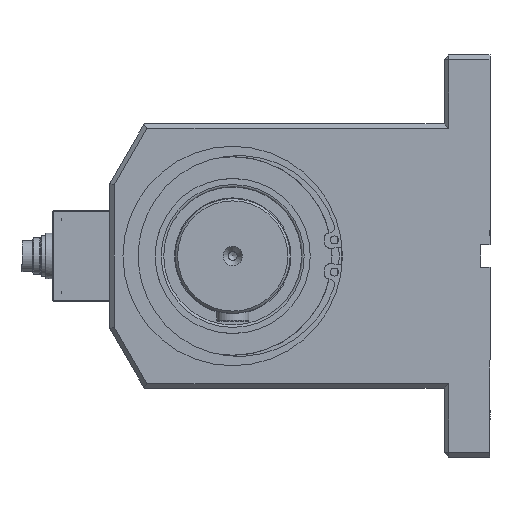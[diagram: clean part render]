
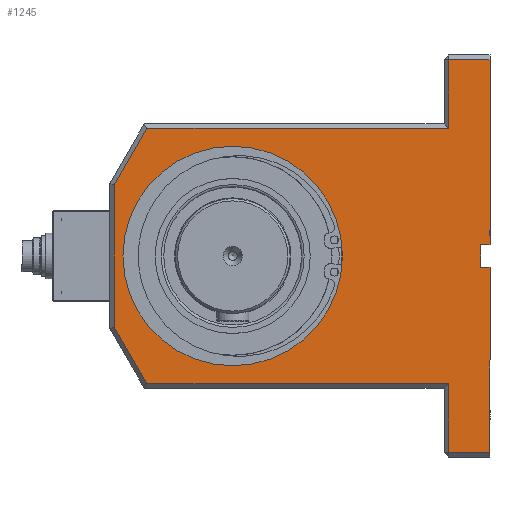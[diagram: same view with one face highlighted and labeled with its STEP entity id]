
A CAD part, left-side view. The second image highlights one B-rep face of the part: STEP entity #1245.
In plain terms, the highlighted face is planar.
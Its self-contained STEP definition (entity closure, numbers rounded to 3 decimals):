
#1245 = ADVANCED_FACE( '', ( #2534, #2535 ), #2536, .T. );
#2534 = FACE_OUTER_BOUND( '', #4277, .T. );
#2535 = FACE_BOUND( '', #4278, .T. );
#2536 = PLANE( '', #4279 );
#4277 = EDGE_LOOP( '', ( #6313, #6314, #6315, #6316, #6317, #6318, #6319, #6320, #6321, #6322, #6323, #6324, #6325, #6326 ) );
#4278 = EDGE_LOOP( '', ( #6327 ) );
#4279 = AXIS2_PLACEMENT_3D( '', #6328, #6329, #6330 );
#6313 = ORIENTED_EDGE( '', *, *, #9139, .F. );
#6314 = ORIENTED_EDGE( '', *, *, #9310, .T. );
#6315 = ORIENTED_EDGE( '', *, *, #9047, .T. );
#6316 = ORIENTED_EDGE( '', *, *, #9311, .T. );
#6317 = ORIENTED_EDGE( '', *, *, #9312, .T. );
#6318 = ORIENTED_EDGE( '', *, *, #9058, .T. );
#6319 = ORIENTED_EDGE( '', *, *, #9313, .T. );
#6320 = ORIENTED_EDGE( '', *, *, #9314, .T. );
#6321 = ORIENTED_EDGE( '', *, *, #9315, .T. );
#6322 = ORIENTED_EDGE( '', *, *, #8980, .T. );
#6323 = ORIENTED_EDGE( '', *, *, #9024, .F. );
#6324 = ORIENTED_EDGE( '', *, *, #9119, .F. );
#6325 = ORIENTED_EDGE( '', *, *, #9007, .F. );
#6326 = ORIENTED_EDGE( '', *, *, #9316, .F. );
#6327 = ORIENTED_EDGE( '', *, *, #9317, .T. );
#6328 = CARTESIAN_POINT( '', ( 135.823, 0., 201.584 ) );
#6329 = DIRECTION( '', ( 0., -1., 0. ) );
#6330 = DIRECTION( '', ( 0., 0., -1. ) );
#8980 = EDGE_CURVE( '', #10209, #10206, #10210, .T. );
#9007 = EDGE_CURVE( '', #10252, #10253, #10254, .T. );
#9024 = EDGE_CURVE( '', #10283, #10206, #10285, .T. );
#9047 = EDGE_CURVE( '', #10317, #10321, #10323, .T. );
#9058 = EDGE_CURVE( '', #10335, #10340, #10342, .T. );
#9119 = EDGE_CURVE( '', #10253, #10283, #10443, .T. );
#9139 = EDGE_CURVE( '', #10476, #10478, #10479, .T. );
#9310 = EDGE_CURVE( '', #10476, #10317, #10760, .T. );
#9311 = EDGE_CURVE( '', #10321, #10761, #10762, .T. );
#9312 = EDGE_CURVE( '', #10761, #10335, #10763, .T. );
#9313 = EDGE_CURVE( '', #10340, #10764, #10765, .T. );
#9314 = EDGE_CURVE( '', #10764, #10766, #10767, .T. );
#9315 = EDGE_CURVE( '', #10766, #10209, #10768, .T. );
#9316 = EDGE_CURVE( '', #10478, #10252, #10769, .T. );
#9317 = EDGE_CURVE( '', #10770, #10770, #10771, .T. );
#10206 = VERTEX_POINT( '', #11966 );
#10209 = VERTEX_POINT( '', #11970 );
#10210 = LINE( '', #11971, #11972 );
#10252 = VERTEX_POINT( '', #12021 );
#10253 = VERTEX_POINT( '', #12022 );
#10254 = LINE( '', #12023, #12024 );
#10283 = VERTEX_POINT( '', #12063 );
#10285 = LINE( '', #12066, #12067 );
#10317 = VERTEX_POINT( '', #12105 );
#10321 = VERTEX_POINT( '', #12111 );
#10323 = LINE( '', #12114, #12115 );
#10335 = VERTEX_POINT( '', #12127 );
#10340 = VERTEX_POINT( '', #12134 );
#10342 = LINE( '', #12137, #12138 );
#10443 = LINE( '', #12248, #12249 );
#10476 = VERTEX_POINT( '', #12288 );
#10478 = VERTEX_POINT( '', #12291 );
#10479 = LINE( '', #12292, #12293 );
#10760 = LINE( '', #12646, #12647 );
#10761 = VERTEX_POINT( '', #12648 );
#10762 = LINE( '', #12649, #12650 );
#10763 = LINE( '', #12651, #12652 );
#10764 = VERTEX_POINT( '', #12653 );
#10765 = LINE( '', #12654, #12655 );
#10766 = VERTEX_POINT( '', #12656 );
#10767 = LINE( '', #12657, #12658 );
#10768 = LINE( '', #12659, #12660 );
#10769 = LINE( '', #12661, #12662 );
#10770 = VERTEX_POINT( '', #12663 );
#10771 = CIRCLE( '', #12664, 47.75 );
#11966 = CARTESIAN_POINT( '', ( 107.823, 0., 51.084 ) );
#11970 = CARTESIAN_POINT( '', ( 107.823, 0., 69.084 ) );
#11971 = CARTESIAN_POINT( '', ( 107.823, 0., 51.084 ) );
#11972 = VECTOR( '', #14344, 1000. );
#12021 = CARTESIAN_POINT( '', ( 198.323, 0., 55.184 ) );
#12022 = CARTESIAN_POINT( '', ( 188.323, 0., 55.184 ) );
#12023 = CARTESIAN_POINT( '', ( 188.323, 0., 55.184 ) );
#12024 = VECTOR( '', #14382, 1000. );
#12063 = CARTESIAN_POINT( '', ( 188.323, 0., 51.084 ) );
#12066 = CARTESIAN_POINT( '', ( 105.823, 0., 51.084 ) );
#12067 = VECTOR( '', #14406, 1000. );
#12105 = CARTESIAN_POINT( '', ( 278.823, 0., 69.084 ) );
#12111 = CARTESIAN_POINT( '', ( 248.823, 0., 69.084 ) );
#12114 = CARTESIAN_POINT( '', ( 250.823, 0., 69.084 ) );
#12115 = VECTOR( '', #14437, 1000. );
#12127 = CARTESIAN_POINT( '', ( 224.306, 0., 214.584 ) );
#12134 = CARTESIAN_POINT( '', ( 162.34, 0., 214.584 ) );
#12137 = CARTESIAN_POINT( '', ( 161.804, 0., 214.584 ) );
#12138 = VECTOR( '', #14453, 1000. );
#12248 = CARTESIAN_POINT( '', ( 188.323, 0., 55.184 ) );
#12249 = VECTOR( '', #14562, 1000. );
#12288 = CARTESIAN_POINT( '', ( 278.823, 0., 51.084 ) );
#12291 = CARTESIAN_POINT( '', ( 198.323, 0., 51.084 ) );
#12292 = CARTESIAN_POINT( '', ( 198.323, 0., 51.084 ) );
#12293 = VECTOR( '', #14594, 1000. );
#12646 = CARTESIAN_POINT( '', ( 278.823, 0., 71.084 ) );
#12647 = VECTOR( '', #14865, 1000. );
#12648 = CARTESIAN_POINT( '', ( 248.823, 0., 200.429 ) );
#12649 = CARTESIAN_POINT( '', ( 248.823, 0., 201.584 ) );
#12650 = VECTOR( '', #14866, 1000. );
#12651 = CARTESIAN_POINT( '', ( 223.842, 0., 214.852 ) );
#12652 = VECTOR( '', #14867, 1000. );
#12653 = CARTESIAN_POINT( '', ( 137.823, 0., 200.429 ) );
#12654 = CARTESIAN_POINT( '', ( 136.823, 0., 199.852 ) );
#12655 = VECTOR( '', #14868, 1000. );
#12656 = CARTESIAN_POINT( '', ( 137.823, 0., 69.084 ) );
#12657 = CARTESIAN_POINT( '', ( 137.823, 0., 71.084 ) );
#12658 = VECTOR( '', #14869, 1000. );
#12659 = CARTESIAN_POINT( '', ( 105.823, 0., 69.084 ) );
#12660 = VECTOR( '', #14870, 1000. );
#12661 = CARTESIAN_POINT( '', ( 198.323, 0., 55.184 ) );
#12662 = VECTOR( '', #14871, 1000. );
#12663 = CARTESIAN_POINT( '', ( 241.073, 0., 163.084 ) );
#12664 = AXIS2_PLACEMENT_3D( '', #14872, #14873, #14874 );
#14344 = DIRECTION( '', ( 0., 0., -1. ) );
#14382 = DIRECTION( '', ( -1., 0., 0. ) );
#14406 = DIRECTION( '', ( -1., 0., 0. ) );
#14437 = DIRECTION( '', ( -1., 0., 0. ) );
#14453 = DIRECTION( '', ( -1., 0., 0. ) );
#14562 = DIRECTION( '', ( 0., 0., -1. ) );
#14594 = DIRECTION( '', ( -1., 0., 0. ) );
#14865 = DIRECTION( '', ( 0., 0., 1. ) );
#14866 = DIRECTION( '', ( 0., 0., 1. ) );
#14867 = DIRECTION( '', ( -0.866, 0., 0.5 ) );
#14868 = DIRECTION( '', ( -0.866, 0., -0.5 ) );
#14869 = DIRECTION( '', ( 0., 0., -1. ) );
#14870 = DIRECTION( '', ( -1., 0., 0. ) );
#14871 = DIRECTION( '', ( 0., 0., 1. ) );
#14872 = CARTESIAN_POINT( '', ( 193.323, 0., 163.084 ) );
#14873 = DIRECTION( '', ( 0., 1., 0. ) );
#14874 = DIRECTION( '', ( 1., 0., 0. ) );
